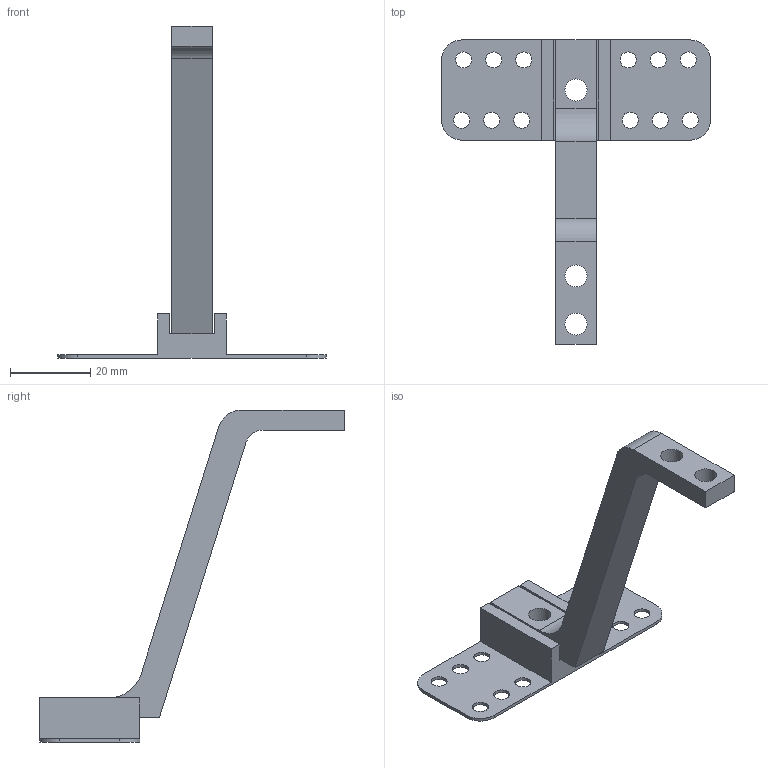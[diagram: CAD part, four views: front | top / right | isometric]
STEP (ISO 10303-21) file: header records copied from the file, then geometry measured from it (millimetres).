
FILE_DESCRIPTION(/* description */ ('','CAx-IF Rec.Pracs.---Representation and Presentation of Product Manufacturing Information (PMI)---4.0---2014-10-13'),/* implementation_level */ '2;1');
FILE_NAME(/* name */ '',/* time_stamp */ '2025-03-06T15:35:43+09:00',/* author */ (''),/* organization */ (''),/* preprocessor_version */ 'ST-DEVELOPER v20',/* originating_system */ 'Autodesk Translation Framework v13.20.0.188',/* authorisation */ '');
FILE_SCHEMA (('AP242_MANAGED_MODEL_BASED_3D_ENGINEERING_MIM_LF { 1 0 10303 442 1 1 4 }'));
Length unit declared in the file: millimetre
Products named in the file (2): ヘイロー　ジョイント; ヘイロー　ジョイント　アクリル
Assembly tree (1 placements, depth 2):
  ヘイロー　ジョイント
    ヘイロー　ジョイント　アクリル
Bounding box: 67 x 75.99 x 82.78 mm (x, y, z)
Volume: 11961.2 mm3; surface area: 8825.1 mm2
Topology: 2 solids, 2 shells, 54 faces, 147 edges, 98 vertices
Faces by surface type: plane 31, cylinder 23
Full cylindrical faces by diameter (mm): 4 x12, 5.5 x4
Entity records: 1835 total; most frequent: DIRECTION 307, CARTESIAN_POINT 302, ORIENTED_EDGE 294, EDGE_CURVE 147, AXIS2_PLACEMENT_3D 103, LINE 101, VECTOR 101, VERTEX_POINT 98
